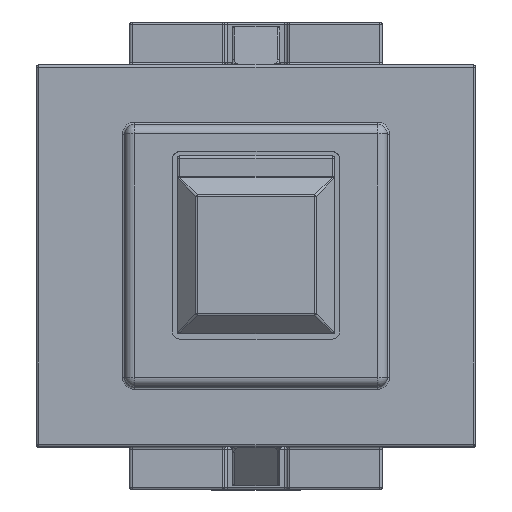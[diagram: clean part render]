
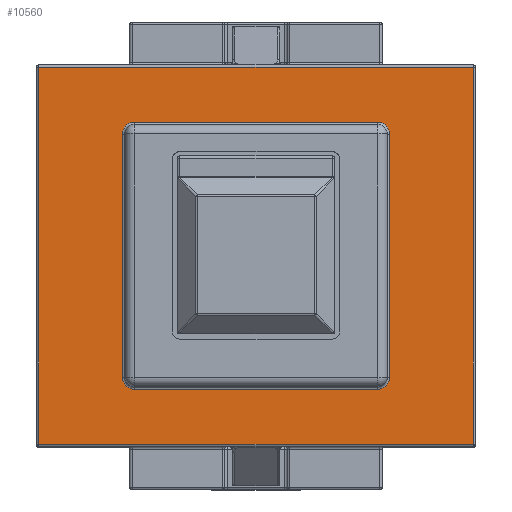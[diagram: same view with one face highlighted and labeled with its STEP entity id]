
A CAD part, top view. The second image highlights one B-rep face of the part: STEP entity #10560.
In plain terms, the highlighted planar face has unit normal (0, 0, 1).
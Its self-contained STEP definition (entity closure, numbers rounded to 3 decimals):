
#64=FACE_BOUND('',#3260,.T.);
#166=PLANE('',#11661);
#553=LINE('',#19175,#1315);
#554=LINE('',#19186,#1316);
#556=LINE('',#19198,#1318);
#558=LINE('',#19210,#1320);
#567=LINE('',#19236,#1329);
#568=LINE('',#19238,#1330);
#569=LINE('',#19240,#1331);
#570=LINE('',#19241,#1332);
#1315=VECTOR('',#13565,10.);
#1316=VECTOR('',#13578,10.);
#1318=VECTOR('',#13592,10.);
#1320=VECTOR('',#13606,10.);
#1329=VECTOR('',#13635,10.);
#1330=VECTOR('',#13636,10.);
#1331=VECTOR('',#13637,10.);
#1332=VECTOR('',#13638,10.);
#2554=FACE_OUTER_BOUND('',#3259,.T.);
#3259=EDGE_LOOP('',(#8085,#8086,#8087,#8088));
#3260=EDGE_LOOP('',(#8089,#8090,#8091,#8092,#8093,#8094,#8095,#8096));
#3988=CIRCLE('',#11636,0.25);
#3992=CIRCLE('',#11642,0.25);
#3996=CIRCLE('',#11648,0.25);
#4000=CIRCLE('',#11654,0.25);
#4831=VERTEX_POINT('',#19168);
#4834=VERTEX_POINT('',#19173);
#4836=VERTEX_POINT('',#19178);
#4838=VERTEX_POINT('',#19184);
#4840=VERTEX_POINT('',#19190);
#4842=VERTEX_POINT('',#19196);
#4844=VERTEX_POINT('',#19202);
#4846=VERTEX_POINT('',#19208);
#4852=VERTEX_POINT('',#19234);
#4853=VERTEX_POINT('',#19235);
#4854=VERTEX_POINT('',#19237);
#4855=VERTEX_POINT('',#19239);
#5962=EDGE_CURVE('',#4834,#4831,#553,.T.);
#5964=EDGE_CURVE('',#4836,#4834,#3988,.T.);
#5967=EDGE_CURVE('',#4838,#4836,#554,.T.);
#5970=EDGE_CURVE('',#4840,#4838,#3992,.T.);
#5973=EDGE_CURVE('',#4842,#4840,#556,.T.);
#5976=EDGE_CURVE('',#4844,#4842,#3996,.T.);
#5979=EDGE_CURVE('',#4846,#4844,#558,.T.);
#5982=EDGE_CURVE('',#4831,#4846,#4000,.T.);
#5992=EDGE_CURVE('',#4852,#4853,#567,.T.);
#5993=EDGE_CURVE('',#4854,#4852,#568,.T.);
#5994=EDGE_CURVE('',#4855,#4854,#569,.T.);
#5995=EDGE_CURVE('',#4853,#4855,#570,.T.);
#8085=ORIENTED_EDGE('',*,*,#5992,.F.);
#8086=ORIENTED_EDGE('',*,*,#5993,.F.);
#8087=ORIENTED_EDGE('',*,*,#5994,.F.);
#8088=ORIENTED_EDGE('',*,*,#5995,.F.);
#8089=ORIENTED_EDGE('',*,*,#5962,.F.);
#8090=ORIENTED_EDGE('',*,*,#5964,.F.);
#8091=ORIENTED_EDGE('',*,*,#5967,.F.);
#8092=ORIENTED_EDGE('',*,*,#5970,.F.);
#8093=ORIENTED_EDGE('',*,*,#5973,.F.);
#8094=ORIENTED_EDGE('',*,*,#5976,.F.);
#8095=ORIENTED_EDGE('',*,*,#5979,.F.);
#8096=ORIENTED_EDGE('',*,*,#5982,.F.);
#10560=ADVANCED_FACE('',(#2554,#64),#166,.T.);
#11636=AXIS2_PLACEMENT_3D('',#19180,#13570,#13571);
#11642=AXIS2_PLACEMENT_3D('',#19192,#13584,#13585);
#11648=AXIS2_PLACEMENT_3D('',#19204,#13598,#13599);
#11654=AXIS2_PLACEMENT_3D('',#19214,#13612,#13613);
#11661=AXIS2_PLACEMENT_3D('',#19233,#13633,#13634);
#13565=DIRECTION('',(0.,1.,0.));
#13570=DIRECTION('center_axis',(0.,0.,1.));
#13571=DIRECTION('ref_axis',(0.707,-0.707,0.));
#13578=DIRECTION('',(1.,0.,0.));
#13584=DIRECTION('center_axis',(0.,0.,1.));
#13585=DIRECTION('ref_axis',(-0.707,-0.707,0.));
#13592=DIRECTION('',(0.,-1.,0.));
#13598=DIRECTION('center_axis',(0.,0.,1.));
#13599=DIRECTION('ref_axis',(-0.707,0.707,0.));
#13606=DIRECTION('',(-1.,0.,0.));
#13612=DIRECTION('center_axis',(0.,0.,1.));
#13613=DIRECTION('ref_axis',(0.707,0.707,0.));
#13633=DIRECTION('center_axis',(0.,0.,1.));
#13634=DIRECTION('ref_axis',(1.,0.,0.));
#13635=DIRECTION('',(-1.,0.,0.));
#13636=DIRECTION('',(0.,-1.,0.));
#13637=DIRECTION('',(1.,0.,0.));
#13638=DIRECTION('',(0.,1.,0.));
#19168=CARTESIAN_POINT('',(2.8,2.55,9.25));
#19173=CARTESIAN_POINT('',(2.8,-2.55,9.25));
#19175=CARTESIAN_POINT('',(2.8,0.,9.25));
#19178=CARTESIAN_POINT('',(2.55,-2.8,9.25));
#19180=CARTESIAN_POINT('Origin',(2.55,-2.55,9.25));
#19184=CARTESIAN_POINT('',(-2.55,-2.8,9.25));
#19186=CARTESIAN_POINT('',(0.,-2.8,9.25));
#19190=CARTESIAN_POINT('',(-2.8,-2.55,9.25));
#19192=CARTESIAN_POINT('Origin',(-2.55,-2.55,9.25));
#19196=CARTESIAN_POINT('',(-2.8,2.55,9.25));
#19198=CARTESIAN_POINT('',(-2.8,0.,9.25));
#19202=CARTESIAN_POINT('',(-2.55,2.8,9.25));
#19204=CARTESIAN_POINT('Origin',(-2.55,2.55,9.25));
#19208=CARTESIAN_POINT('',(2.55,2.8,9.25));
#19210=CARTESIAN_POINT('',(0.,2.8,9.25));
#19214=CARTESIAN_POINT('Origin',(2.55,2.55,9.25));
#19233=CARTESIAN_POINT('Origin',(0.,0.,9.25));
#19234=CARTESIAN_POINT('',(4.55,-3.95,9.25));
#19235=CARTESIAN_POINT('',(-4.55,-3.95,9.25));
#19236=CARTESIAN_POINT('',(1.324,-3.95,9.25));
#19237=CARTESIAN_POINT('',(4.55,3.95,9.25));
#19238=CARTESIAN_POINT('',(4.55,-2.,9.25));
#19239=CARTESIAN_POINT('',(-4.55,3.95,9.25));
#19240=CARTESIAN_POINT('',(-1.324,3.95,9.25));
#19241=CARTESIAN_POINT('',(-4.55,2.,9.25));
